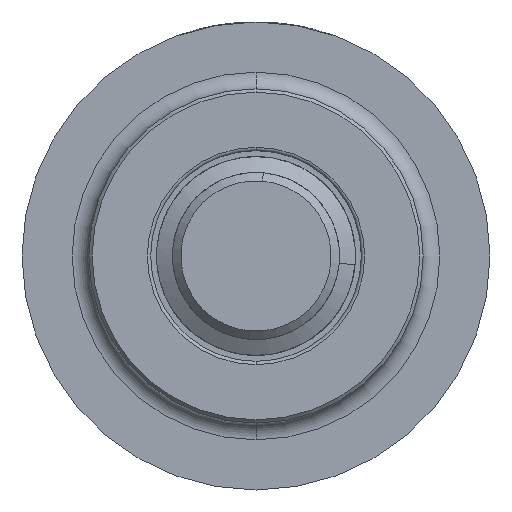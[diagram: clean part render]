
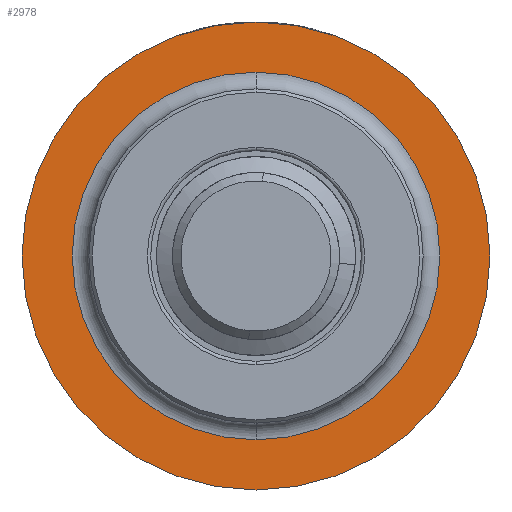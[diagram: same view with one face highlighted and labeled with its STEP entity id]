
A CAD part, front view. The second image highlights one B-rep face of the part: STEP entity #2978.
In plain terms, the highlighted planar face has unit normal (0, -1, 0).
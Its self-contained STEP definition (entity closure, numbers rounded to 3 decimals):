
#9 = DIRECTION ( 'NONE',  ( 0., -1., 0. ) ) ;
#23 = DIRECTION ( 'NONE',  ( 0., -1., 0. ) ) ;
#33 = ORIENTED_EDGE ( 'NONE', *, *, #1296, .F. ) ;
#301 = VERTEX_POINT ( 'NONE', #7961 ) ;
#661 = ORIENTED_EDGE ( 'NONE', *, *, #7177, .T. ) ;
#799 = ORIENTED_EDGE ( 'NONE', *, *, #1774, .F. ) ;
#997 = EDGE_CURVE ( 'NONE', #7251, #3074, #2934, .T. ) ;
#1296 = EDGE_CURVE ( 'NONE', #6309, #301, #4830, .T. ) ;
#1568 = CIRCLE ( 'NONE', #7401, 11. ) ;
#1774 = EDGE_CURVE ( 'NONE', #301, #6309, #1568, .T. ) ;
#2895 = AXIS2_PLACEMENT_3D ( 'NONE', #8242, #23, #6398 ) ;
#2934 = CIRCLE ( 'NONE', #6348, 14. ) ;
#2953 = DIRECTION ( 'NONE',  ( 0., -1., 0. ) ) ;
#2978 = ADVANCED_FACE ( 'NONE', ( #7516, #8120 ), #4997, .T. ) ;
#3074 = VERTEX_POINT ( 'NONE', #5121 ) ;
#3104 = DIRECTION ( 'NONE',  ( 0., 0., -1. ) ) ;
#3162 = CARTESIAN_POINT ( 'NONE',  ( 11., 7.42, 0. ) ) ;
#3830 = CARTESIAN_POINT ( 'NONE',  ( 0., 7.42, 0. ) ) ;
#3857 = DIRECTION ( 'NONE',  ( 0., 0., -1. ) ) ;
#3933 = CARTESIAN_POINT ( 'NONE',  ( 0., 7.42, 0. ) ) ;
#4252 = ORIENTED_EDGE ( 'NONE', *, *, #997, .T. ) ;
#4830 = CIRCLE ( 'NONE', #5601, 11. ) ;
#4997 = PLANE ( 'NONE',  #6237 ) ;
#5121 = CARTESIAN_POINT ( 'NONE',  ( 0., 7.42, 14. ) ) ;
#5248 = DIRECTION ( 'NONE',  ( 0., -1., 0. ) ) ;
#5601 = AXIS2_PLACEMENT_3D ( 'NONE', #6113, #2953, #5942 ) ;
#5786 = CARTESIAN_POINT ( 'NONE',  ( 0., 7.42, -11. ) ) ;
#5942 = DIRECTION ( 'NONE',  ( 0., 0., -1. ) ) ;
#6113 = CARTESIAN_POINT ( 'NONE',  ( 0., 7.42, 0. ) ) ;
#6145 = EDGE_LOOP ( 'NONE', ( #4252, #661 ) ) ;
#6237 = AXIS2_PLACEMENT_3D ( 'NONE', #3162, #6256, #3104 ) ;
#6256 = DIRECTION ( 'NONE',  ( 0., -1., 0. ) ) ;
#6309 = VERTEX_POINT ( 'NONE', #5786 ) ;
#6348 = AXIS2_PLACEMENT_3D ( 'NONE', #3830, #9, #3857 ) ;
#6398 = DIRECTION ( 'NONE',  ( 0., 0., -1. ) ) ;
#6682 = EDGE_LOOP ( 'NONE', ( #33, #799 ) ) ;
#6892 = CIRCLE ( 'NONE', #2895, 14. ) ;
#6971 = CARTESIAN_POINT ( 'NONE',  ( 0., 7.42, -14. ) ) ;
#7177 = EDGE_CURVE ( 'NONE', #3074, #7251, #6892, .T. ) ;
#7251 = VERTEX_POINT ( 'NONE', #6971 ) ;
#7401 = AXIS2_PLACEMENT_3D ( 'NONE', #3933, #5248, #7788 ) ;
#7516 = FACE_OUTER_BOUND ( 'NONE', #6145, .T. ) ;
#7788 = DIRECTION ( 'NONE',  ( 0., 0., -1. ) ) ;
#7961 = CARTESIAN_POINT ( 'NONE',  ( 0., 7.42, 11. ) ) ;
#8120 = FACE_BOUND ( 'NONE', #6682, .T. ) ;
#8242 = CARTESIAN_POINT ( 'NONE',  ( 0., 7.42, 0. ) ) ;
